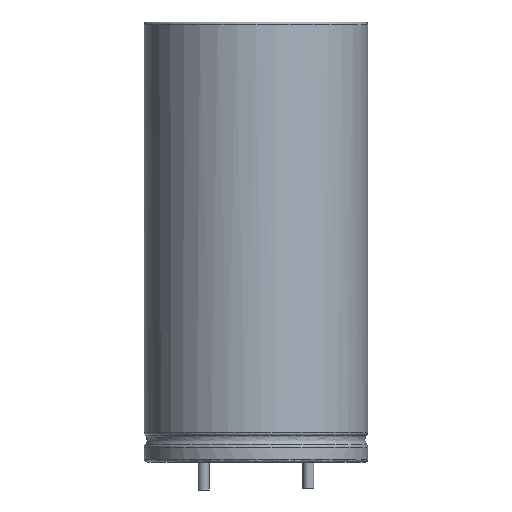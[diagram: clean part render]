
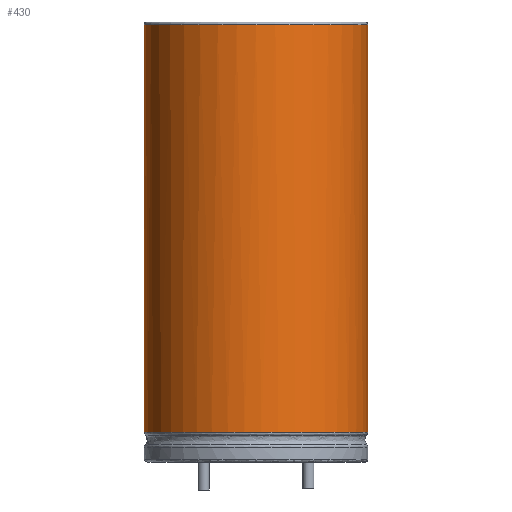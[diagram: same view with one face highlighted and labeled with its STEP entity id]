
A CAD part, front view. The second image highlights one B-rep face of the part: STEP entity #430.
In plain terms, the highlighted cylindrical face has radius 8 mm (diameter 16 mm), a full revolution.
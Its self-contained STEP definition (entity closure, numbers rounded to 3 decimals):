
#358 = VERTEX_POINT('',#359);
#359 = CARTESIAN_POINT('',(11.75,0.,2.135));
#365 = EDGE_CURVE('',#358,#358,#366,.T.);
#366 = ( BOUNDED_CURVE() B_SPLINE_CURVE(14,(#367,#368,#369,#370,#371,
#372,#373,#374,#375,#376,#377,#378,#379,#380,#381),.UNSPECIFIED.,.T.
,.F.) B_SPLINE_CURVE_WITH_KNOTS((15,15),(0.,50.265),
.PIECEWISE_BEZIER_KNOTS.) CURVE() GEOMETRIC_REPRESENTATION_ITEM()
RATIONAL_B_SPLINE_CURVE((1.,1.,1.,1.,1.,1.,
1.,1.,1.,1.,
1.,1.,1.,1.,1.)) REPRESENTATION_ITEM('') );
#367 = CARTESIAN_POINT('',(11.75,0.,2.135));
#368 = CARTESIAN_POINT('',(11.75,-3.538,2.135));
#369 = CARTESIAN_POINT('',(10.065,-7.152,
2.135));
#370 = CARTESIAN_POINT('',(6.576,-9.899,2.135
));
#371 = CARTESIAN_POINT('',(1.817,-10.803,2.135
));
#372 = CARTESIAN_POINT('',(-3.113,-9.015,2.135)
);
#373 = CARTESIAN_POINT('',(-6.42,-5.475,2.135
));
#374 = CARTESIAN_POINT('',(-8.512,0.,
2.135));
#375 = CARTESIAN_POINT('',(-6.42,5.475,2.135
));
#376 = CARTESIAN_POINT('',(-3.113,9.015,2.135
));
#377 = CARTESIAN_POINT('',(1.817,10.803,2.135)
);
#378 = CARTESIAN_POINT('',(6.576,9.899,2.135)
);
#379 = CARTESIAN_POINT('',(10.065,7.152,2.135
));
#380 = CARTESIAN_POINT('',(11.75,3.538,2.135
));
#381 = CARTESIAN_POINT('',(11.75,0.,2.135));
#430 = ADVANCED_FACE('',(#431),#450,.T.);
#431 = FACE_BOUND('',#432,.F.);
#432 = EDGE_LOOP('',(#433,#441,#442,#443));
#433 = ORIENTED_EDGE('',*,*,#434,.F.);
#434 = EDGE_CURVE('',#358,#435,#437,.T.);
#435 = VERTEX_POINT('',#436);
#436 = CARTESIAN_POINT('',(11.75,0.,31.3));
#437 = LINE('',#438,#439);
#438 = CARTESIAN_POINT('',(11.75,0.,2.));
#439 = VECTOR('',#440,1.);
#440 = DIRECTION('',(0.,0.,1.));
#441 = ORIENTED_EDGE('',*,*,#365,.T.);
#442 = ORIENTED_EDGE('',*,*,#434,.T.);
#443 = ORIENTED_EDGE('',*,*,#444,.F.);
#444 = EDGE_CURVE('',#435,#435,#445,.T.);
#445 = CIRCLE('',#446,8.);
#446 = AXIS2_PLACEMENT_3D('',#447,#448,#449);
#447 = CARTESIAN_POINT('',(3.75,0.,31.3));
#448 = DIRECTION('',(0.,0.,-1.));
#449 = DIRECTION('',(1.,0.,0.));
#450 = CYLINDRICAL_SURFACE('',#451,8.);
#451 = AXIS2_PLACEMENT_3D('',#452,#453,#454);
#452 = CARTESIAN_POINT('',(3.75,0.,2.));
#453 = DIRECTION('',(0.,0.,1.));
#454 = DIRECTION('',(1.,0.,0.));
